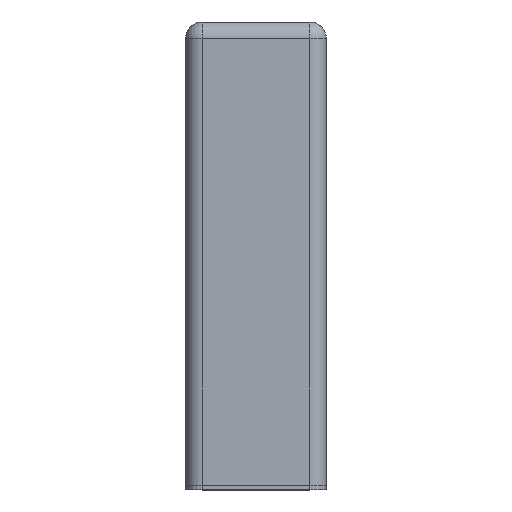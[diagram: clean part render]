
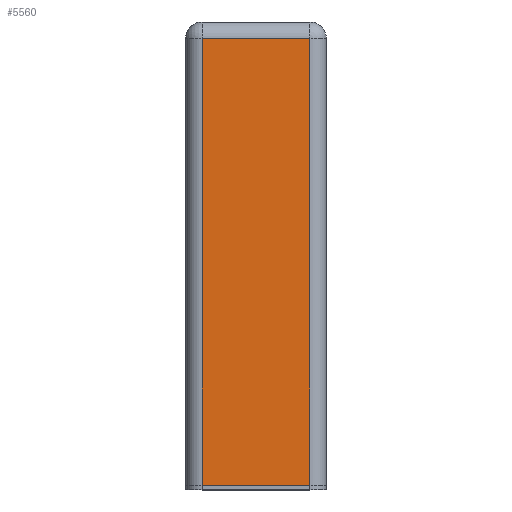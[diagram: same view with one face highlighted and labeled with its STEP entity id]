
A CAD part, top view. The second image highlights one B-rep face of the part: STEP entity #5560.
In plain terms, the highlighted planar face has unit normal (0, 0, 1).
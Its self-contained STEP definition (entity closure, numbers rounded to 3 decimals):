
#5170=CARTESIAN_POINT('',(4.25,28.,84.25));
#5180=DIRECTION('',(0.,-0.,1.));
#5190=DIRECTION('',(0.,1.,0.));
#5200=AXIS2_PLACEMENT_3D('',#5170,#5180,#5190);
#5210=PLANE('',#5200);
#5220=CARTESIAN_POINT('',(4.25,0.,84.25));
#5230=DIRECTION('',(-1.,0.,0.));
#5240=VECTOR('',#5230,1.);
#5250=LINE('',#5220,#5240);
#5260=CARTESIAN_POINT('',(3.25,0.,84.25));
#5270=VERTEX_POINT('',#5260);
#5280=CARTESIAN_POINT('',(-3.25,0.,84.25));
#5290=VERTEX_POINT('',#5280);
#5300=EDGE_CURVE('',#5270,#5290,#5250,.T.);
#5310=ORIENTED_EDGE('',*,*,#5300,.F.);
#5320=CARTESIAN_POINT('',(-3.25,0.,84.25));
#5330=DIRECTION('',(0.,-1.,0.));
#5340=VECTOR('',#5330,1.);
#5350=LINE('',#5320,#5340);
#5360=CARTESIAN_POINT('',(-3.25,27.,84.25));
#5370=VERTEX_POINT('',#5360);
#5380=EDGE_CURVE('',#5370,#5290,#5350,.T.);
#5390=ORIENTED_EDGE('',*,*,#5380,.T.);
#5400=CARTESIAN_POINT('',(0.,27.,84.25));
#5410=DIRECTION('',(1.,0.,-0.));
#5420=VECTOR('',#5410,1.);
#5430=LINE('',#5400,#5420);
#5440=CARTESIAN_POINT('',(3.25,27.,84.25));
#5450=VERTEX_POINT('',#5440);
#5460=EDGE_CURVE('',#5370,#5450,#5430,.T.);
#5470=ORIENTED_EDGE('',*,*,#5460,.F.);
#5480=CARTESIAN_POINT('',(3.25,0.,84.25));
#5490=DIRECTION('',(0.,-1.,0.));
#5500=VECTOR('',#5490,1.);
#5510=LINE('',#5480,#5500);
#5520=EDGE_CURVE('',#5450,#5270,#5510,.T.);
#5530=ORIENTED_EDGE('',*,*,#5520,.F.);
#5540=EDGE_LOOP('',(#5530,#5470,#5390,#5310));
#5550=FACE_OUTER_BOUND('',#5540,.T.);
#5560=ADVANCED_FACE('',(#5550),#5210,.T.);
